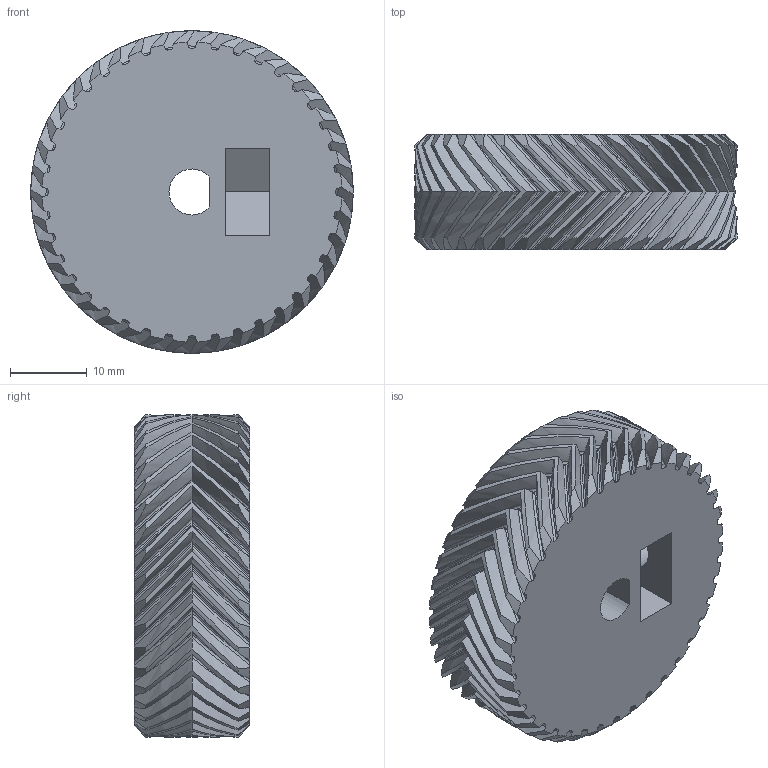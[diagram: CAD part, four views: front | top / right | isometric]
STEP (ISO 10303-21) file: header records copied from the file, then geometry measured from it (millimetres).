
FILE_DESCRIPTION(/* description */ ('STEP AP242','CAx-IF Rec.Pracs.---Representation and Presentation of Product Manufacturing Information (PMI)---4.0---2014-10-13','CAx-IF Rec.Pracs.---3D Tessellated Geometry---0.4---2014-09-14','2;1'),/* implementation_level */ '2;1');
FILE_NAME(/* name */ '67d6d62f3098f53f31d46021',/* time_stamp */ '2025-03-16T13:46:26Z',/* author */ (''),/* organization */ (''),/* preprocessor_version */ 'ST-DEVELOPER v20',/* originating_system */ 'ONSHAPE BY PTC INC, 1.195',/* authorisation */ ' ');
FILE_SCHEMA (('AP242_MANAGED_MODEL_BASED_3D_ENGINEERING_MIM_LF { 1 0 10303 442 1 1 4 }'));
Products named in the file (1): Motor gear (40 teeth)
Bounding box: 42 x 15 x 42 mm (x, y, z)
Volume: 16994.7 mm3; surface area: 7657.7 mm2
Topology: 1 solids, 1 shells, 543 faces, 1545 edges, 929 vertices
Faces by surface type: bspline 324, cylinder 128, cone 80, plane 11
Full cylindrical faces by diameter (mm): 6 x1, 6.5 x2
Entity records: 40987 total; most frequent: CARTESIAN_POINT 30531, ORIENTED_EDGE 2932, DIRECTION 1502, EDGE_CURVE 1466, VERTEX_POINT 927, AXIS2_PLACEMENT_3D 741, EDGE_LOOP 551, FACE_BOUND 551
